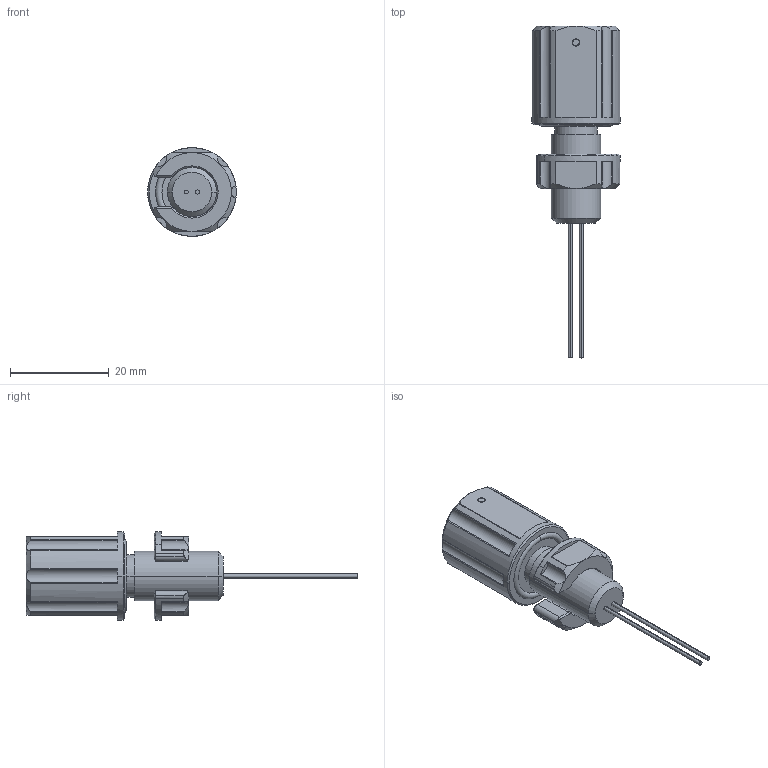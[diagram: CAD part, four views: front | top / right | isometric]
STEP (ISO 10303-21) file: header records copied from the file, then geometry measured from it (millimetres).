
FILE_DESCRIPTION (( 'STEP AP203' ), '1' );
FILE_NAME ('12020401-0010.STEP', '2023-10-04T08:18:17', ( '' ), ( '' ), 'SwSTEP 2.0', 'SolidWorks 2022', '' );
FILE_SCHEMA (( 'CONFIG_CONTROL_DESIGN' ));
Length unit declared in the file: millimetre
Products named in the file (1): 12020401-0010
Bounding box: 18 x 67.4 x 18 mm (x, y, z)
Volume: 7016.2 mm3; surface area: 3338.4 mm2
Topology: 2 solids, 2 shells, 169 faces, 423 edges, 267 vertices
Faces by surface type: cylinder 81, cone 38, plane 38, torus 12
Entity records: 5470 total; most frequent: CARTESIAN_POINT 1322, DIRECTION 895, ORIENTED_EDGE 846, EDGE_CURVE 423, AXIS2_PLACEMENT_3D 378, VERTEX_POINT 267, CIRCLE 208, EDGE_LOOP 178
